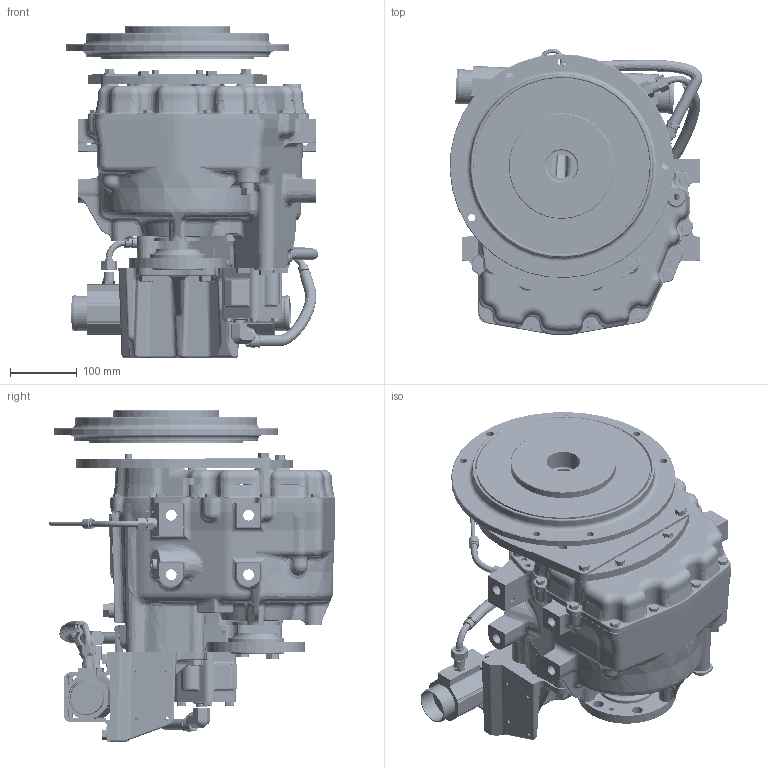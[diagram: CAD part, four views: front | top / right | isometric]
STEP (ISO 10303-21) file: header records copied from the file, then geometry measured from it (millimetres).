
FILE_DESCRIPTION (( 'STEP AP214' ), '1' );
FILE_NAME ('PX13021E.step', '2023-07-25T08:15:58', ( '' ), ( '' ), 'SwSTEP 2.0', 'SolidWorks 2019', '' );
FILE_SCHEMA (( 'AUTOMOTIVE_DESIGN' ));
Length unit declared in the file: metre
Products named in the file (1): PX13021E
Bounding box: 377.76 x 428.88 x 496.5 mm (x, y, z)
Surface area: 1414330.2 mm2 (no closed solid volume)
Topology: 0 solids, 190 shells, 3342 faces, 11166 edges, 7705 vertices
Faces by surface type: plane 915, cylinder 858, bspline 749, cone 481, torus 262, sphere 77
Entity records: 197622 total; most frequent: CARTESIAN_POINT 71900, ORIENTED_EDGE 18006, DIRECTION 17282, EDGE_CURVE 11080, VERTEX_POINT 7705, AXIS2_PLACEMENT_3D 6904, CIRCLE 4310, EDGE_LOOP 3911
